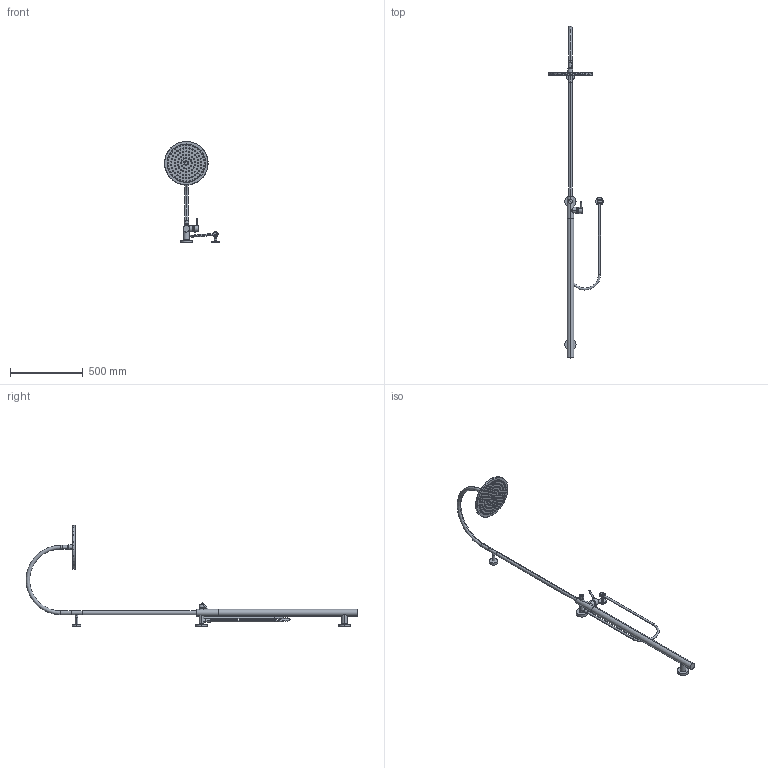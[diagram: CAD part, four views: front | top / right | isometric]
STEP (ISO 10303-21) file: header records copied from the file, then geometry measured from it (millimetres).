
FILE_DESCRIPTION (( 'STEP AP214' ), '1' );
FILE_NAME ('26024661.STEP', '2020-04-06T08:17:00', ( '' ), ( '' ), 'SwSTEP 2.0', 'SolidWorks 2017', '' );
FILE_SCHEMA (( 'AUTOMOTIVE_DESIGN' ));
Length unit declared in the file: millimetre
Products named in the file (31): Planungsmodell_Haube-+-09.28.30.042.90-1; Planungsmodell_Rosette-+-09.27.88.010.90-01_K1_D77,8 x 17,9; Planungsmodell_Adapter-+-09.24.03.163.90-01_K1_D25 x 32; Planungsmodell_Knopf-+-09.20.88.002-1; Planungsmodell_Hebel Unterteil Ø45-+-09.20.66.017-01; Planungsmodell_Rohr-+-09.28.22.134.90-01_K1_D25 x 782; Planungsmodell_T-Stueck-+-09.17.11.049.90-01_K1_25 x 75 x 41,5; Planungsmodell_Anschluss-+-09.11.10.083.90-01_K1_D17,9 x 62; Planungsmodell_Rohr-+-09.28.22.082.90-01_K1_25 x 309,3 x 475; Planungsmodell_Griff Hebel-+-09.20.66.001-01; Planungsmodell_Rohr-+-09.28.22.034.90-01_K1_D46 x 955; Planungsmodell_Rosette-+-09.27.89.000.90-01_K1_D57 x 18; Planungsmodell_Halter-+-09.17.20.014.90-01_K1_20 x 35 x 30,8; Planungsmodell_Zylinder-+-09.21.40.060.90-1; Planungsmodell_Rosette-+-09.27.88.008.90-01_K1_D77,8 x 17,9; Planungsmodell_Huelse-+-09.18.40.035.90-01_-_K1; Planungsmodell_Deckel-+-09.11.01.120.90-1; Planungsmodell_Anschluss-+-09.11.10.080.90-01_K1_D39,8 x 67,8; Planungsmodell_Rohr_gerade-+-28.568.780-10_ _K111_14x25; Planungsmodell_Rohr_gerade-+-28.568.780-10_ _K155_35x31,75; Planungsmodell_Anschluss_3-+-09.11.10.081.90-01_K1_D29,9 x 69; Planungsmodell_Rohr_gerade-+-28.568.780-10_ _K89_18x26,5; Planungsmodell_Rohr_gerade-+-28.568.780-10_ _K348_55x9,5; Planungsmodell_Schlauch-+-09.30.02.115.90-1; 26024661; Planungsmodell_Mutter-+-09.24.04.282.90-01_K1_D23 x 30; Planungsmodell_Einsatz-+-09.12.01.080.90-01; Planungsmodell_Rohr_gerade-+-28.568.780-10_ _K225_22x31; Planungsmodell_Gehaeuse-+-09.12.05.091-01; Planungsmodell_Regenbrause-+-04.12.05.091-2; Planungsmodell_Koerper-+-09.19.88.047.90-01_K1_68 x 156 x 46
Assembly tree (31 placements, depth 3):
  26024661
    Planungsmodell_Koerper-+-09.19.88.047.90-01_K1_68 x 156 x 46
    Planungsmodell_Rosette-+-09.27.88.010.90-01_K1_D77,8 x 17,9
    Planungsmodell_Knopf-+-09.20.88.002-1
    Planungsmodell_Anschluss_3-+-09.11.10.081.90-01_K1_D29,9 x 69
    Planungsmodell_Rosette-+-09.27.88.008.90-01_K1_D77,8 x 17,9
    Planungsmodell_Anschluss-+-09.11.10.080.90-01_K1_D39,8 x 67,8
    Planungsmodell_Rohr-+-09.28.22.034.90-01_K1_D46 x 955
    Planungsmodell_Rosette-+-09.27.89.000.90-01_K1_D57 x 18
    Planungsmodell_Anschluss-+-09.11.10.083.90-01_K1_D17,9 x 62
    Planungsmodell_Rohr-+-09.28.22.082.90-01_K1_25 x 309,3 x 475
    Planungsmodell_Rohr-+-09.28.22.134.90-01_K1_D25 x 782
    Planungsmodell_T-Stueck-+-09.17.11.049.90-01_K1_25 x 75 x 41,5
    Planungsmodell_Adapter-+-09.24.03.163.90-01_K1_D25 x 32
    Planungsmodell_Hebel Unterteil Ø45-+-09.20.66.017-01
    Planungsmodell_Haube-+-09.28.30.042.90-1
    Planungsmodell_Griff Hebel-+-09.20.66.001-01
    Planungsmodell_Regenbrause-+-04.12.05.091-2
      Planungsmodell_Gehaeuse-+-09.12.05.091-01
      Planungsmodell_Einsatz-+-09.12.01.080.90-01
      Planungsmodell_Rohr_gerade-+-28.568.780-10_ _K155_35x31,75
      Planungsmodell_Deckel-+-09.11.01.120.90-1
      Planungsmodell_Zylinder-+-09.21.40.060.90-1
    Planungsmodell_Halter-+-09.17.20.014.90-01_K1_20 x 35 x 30,8
    Planungsmodell_Huelse-+-09.18.40.035.90-01_-_K1
    Planungsmodell_Rohr_gerade-+-28.568.780-10_ _K89_18x26,5
    Planungsmodell_Rohr_gerade-+-28.568.780-10_ _K348_55x9,5
    Planungsmodell_Rohr_gerade-+-28.568.780-10_ _K111_14x25
    Planungsmodell_Rohr_gerade-+-28.568.780-10_ _K225_22x31  x2
    Planungsmodell_Mutter-+-09.24.04.282.90-01_K1_D23 x 30
    Planungsmodell_Schlauch-+-09.30.02.115.90-1
Bounding box: 377.5 x 2277.5 x 695 mm (x, y, z)
Volume: 4014876.2 mm3; surface area: 905389.6 mm2
Topology: 29 solids, 30 shells, 909 faces, 2073 edges, 1350 vertices
Faces by surface type: cylinder 613, plane 207, torus 46, cone 21, sphere 14, bspline 8
Entity records: 30532 total; most frequent: CARTESIAN_POINT 6378, DIRECTION 5227, ORIENTED_EDGE 4118, AXIS2_PLACEMENT_3D 2285, EDGE_CURVE 2059, CIRCLE 1352, VERTEX_POINT 1346, EDGE_LOOP 1291
